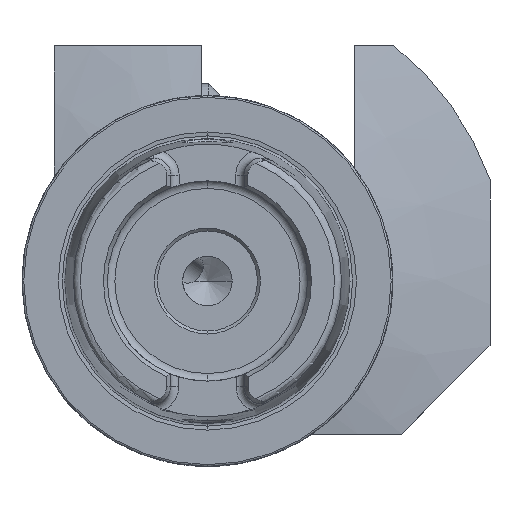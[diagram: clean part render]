
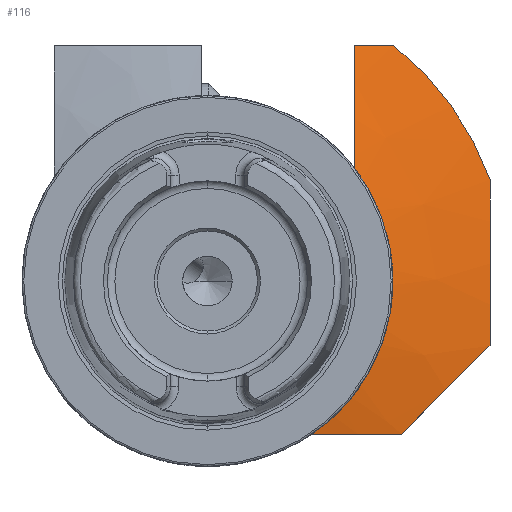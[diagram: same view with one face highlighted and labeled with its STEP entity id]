
A CAD part, left-side view. The second image highlights one B-rep face of the part: STEP entity #116.
In plain terms, the highlighted conical face has half-angle 75 degrees and reference radius 51 mm.
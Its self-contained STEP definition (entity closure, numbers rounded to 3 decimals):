
#77 = CARTESIAN_POINT ( 'NONE',  ( 48.331, -29.427, 40. ) ) ;
#105 = CARTESIAN_POINT ( 'NONE',  ( 47.987, -27.214, 40. ) ) ;
#114 = VERTEX_POINT ( 'NONE', #3299 ) ;
#116 = ADVANCED_FACE ( 'NONE', ( #8172 ), #3461, .T. ) ;
#207 = CARTESIAN_POINT ( 'NONE',  ( 48.699, -31.639, 40. ) ) ;
#271 = CARTESIAN_POINT ( 'NONE',  ( 42.41, -23.093, 15. ) ) ;
#293 = CARTESIAN_POINT ( 'NONE',  ( 46.402, -35.507, -23.493 ) ) ;
#325 = CARTESIAN_POINT ( 'NONE',  ( 46.29, -33., -26. ) ) ;
#388 = CARTESIAN_POINT ( 'NONE',  ( 47.886, -48., -1.558 ) ) ;
#559 = CARTESIAN_POINT ( 'NONE',  ( 45.379, -28.586, -26. ) ) ;
#636 = CARTESIAN_POINT ( 'NONE',  ( 47.672, -25., 40. ) ) ;
#1079 = CARTESIAN_POINT ( 'NONE',  ( 47.726, -45.506, -13.494 ) ) ;
#1082 = EDGE_LOOP ( 'NONE', ( #9573, #5674, #7889, #5605, #3449, #7290, #9870, #4042 ) ) ;
#1150 = CARTESIAN_POINT ( 'NONE',  ( 47.881, -48., 0.801 ) ) ;
#1193 = VERTEX_POINT ( 'NONE', #3462 ) ;
#1231 = CARTESIAN_POINT ( 'NONE',  ( 42.358, -8.508, -26. ) ) ;
#1334 = CARTESIAN_POINT ( 'NONE',  ( 48.699, -31.639, 40. ) ) ;
#1608 = EDGE_CURVE ( 'NONE', #3863, #1193, #4256, .T. ) ;
#1724 = DIRECTION ( 'NONE',  ( 1., 0., 0. ) ) ;
#1816 = VERTEX_POINT ( 'NONE', #10034 ) ;
#1848 = CARTESIAN_POINT ( 'NONE',  ( 47.296, -43.01, -15.99 ) ) ;
#1855 = CARTESIAN_POINT ( 'NONE',  ( 42.845, -25., 15. ) ) ;
#1865 = CARTESIAN_POINT ( 'NONE',  ( 42.845, -25., 15. ) ) ;
#1910 = CARTESIAN_POINT ( 'NONE',  ( 48.275, -48., 12.556 ) ) ;
#1977 = CARTESIAN_POINT ( 'NONE',  ( 48.005, -48., 7.865 ) ) ;
#2076 = AXIS2_PLACEMENT_3D ( 'NONE', #8655, #2494, #6265 ) ;
#2106 = CARTESIAN_POINT ( 'NONE',  ( 46.29, -33., -26. ) ) ;
#2494 = DIRECTION ( 'NONE',  ( 1., 0., 0. ) ) ;
#2514 = CARTESIAN_POINT ( 'NONE',  ( 48.699, 0., 0. ) ) ;
#3044 = EDGE_CURVE ( 'NONE', #9502, #9279, #7293, .T. ) ;
#3232 = EDGE_CURVE ( 'NONE', #9279, #8053, #3350, .T. ) ;
#3299 = CARTESIAN_POINT ( 'NONE',  ( 42.199, -22.138, 15. ) ) ;
#3307 = CARTESIAN_POINT ( 'NONE',  ( 47.672, -25., 40. ) ) ;
#3350 = B_SPLINE_CURVE_WITH_KNOTS ( 'NONE', 3,
 ( #9645, #4243, #5761, #388, #1150, #1977, #1910, #6546 ),
 .UNSPECIFIED., .F., .F.,
 ( 4, 2, 2, 4 ),
 ( 0.043, 0.05, 0.057, 0.071 ),
 .UNSPECIFIED. ) ;
#3399 = CARTESIAN_POINT ( 'NONE',  ( 46.731, -25., 35.857 ) ) ;
#3449 = ORIENTED_EDGE ( 'NONE', *, *, #4605, .T. ) ;
#3461 = CONICAL_SURFACE ( 'NONE', #4066, 51., 1.309 ) ;
#3462 = CARTESIAN_POINT ( 'NONE',  ( 42.845, -25., 15. ) ) ;
#3863 = VERTEX_POINT ( 'NONE', #636 ) ;
#4042 = ORIENTED_EDGE ( 'NONE', *, *, #6176, .F. ) ;
#4066 = AXIS2_PLACEMENT_3D ( 'NONE', #10000, #5392, #6388 ) ;
#4243 = CARTESIAN_POINT ( 'NONE',  ( 48.087, -48., -8.646 ) ) ;
#4256 = B_SPLINE_CURVE_WITH_KNOTS ( 'NONE', 3,
 ( #9681, #3399, #7368, #8809, #8908, #4939, #6488, #1855 ),
 .UNSPECIFIED., .F., .F.,
 ( 4, 2, 2, 4 ),
 ( 0.016, 0.029, 0.035, 0.041 ),
 .UNSPECIFIED. ) ;
#4263 = CIRCLE ( 'NONE', #2076, 26.741 ) ;
#4477 = CARTESIAN_POINT ( 'NONE',  ( 42.269, -7.379, -26. ) ) ;
#4499 = CARTESIAN_POINT ( 'NONE',  ( 46.29, -33., -26. ) ) ;
#4605 = EDGE_CURVE ( 'NONE', #1816, #9502, #5600, .T. ) ;
#4632 = VERTEX_POINT ( 'NONE', #1334 ) ;
#4766 = EDGE_CURVE ( 'NONE', #114, #1816, #4263, .T. ) ;
#4836 = DIRECTION ( 'NONE',  ( 0., 1., 0. ) ) ;
#4939 = CARTESIAN_POINT ( 'NONE',  ( 43.468, -25., 19.198 ) ) ;
#4969 = EDGE_CURVE ( 'NONE', #1193, #114, #7944, .T. ) ;
#5190 = CARTESIAN_POINT ( 'NONE',  ( 42.568, -10.764, -26. ) ) ;
#5392 = DIRECTION ( 'NONE',  ( 1., 0., 0. ) ) ;
#5595 = CARTESIAN_POINT ( 'NONE',  ( 48.228, -48., -11. ) ) ;
#5600 = B_SPLINE_CURVE_WITH_KNOTS ( 'NONE', 3,
 ( #9802, #4477, #1231, #5190, #9772, #7462, #6776, #9138, #8233, #559, #8204, #2106 ),
 .UNSPECIFIED., .F., .F.,
 ( 4, 2, 2, 2, 2, 4 ),
 ( 0.044, 0.048, 0.051, 0.058, 0.064, 0.071 ),
 .UNSPECIFIED. ) ;
#5605 = ORIENTED_EDGE ( 'NONE', *, *, #4766, .T. ) ;
#5671 = CIRCLE ( 'NONE', #5725, 51. ) ;
#5674 = ORIENTED_EDGE ( 'NONE', *, *, #1608, .T. ) ;
#5725 = AXIS2_PLACEMENT_3D ( 'NONE', #2514, #1724, #4836 ) ;
#5761 = CARTESIAN_POINT ( 'NONE',  ( 47.989, -48., -6.285 ) ) ;
#6176 = EDGE_CURVE ( 'NONE', #4632, #8053, #5671, .T. ) ;
#6265 = DIRECTION ( 'NONE',  ( 0., -1., 0. ) ) ;
#6388 = DIRECTION ( 'NONE',  ( 0., 1., 0. ) ) ;
#6488 = CARTESIAN_POINT ( 'NONE',  ( 43.135, -25., 17.103 ) ) ;
#6546 = CARTESIAN_POINT ( 'NONE',  ( 48.699, -48., 17.234 ) ) ;
#6776 = CARTESIAN_POINT ( 'NONE',  ( 43.416, -17.488, -26. ) ) ;
#7236 = CARTESIAN_POINT ( 'NONE',  ( 48.228, -48., -11. ) ) ;
#7290 = ORIENTED_EDGE ( 'NONE', *, *, #3044, .T. ) ;
#7293 = B_SPLINE_CURVE_WITH_KNOTS ( 'NONE', 3,
 ( #325, #293, #8801, #1848, #1079, #7236 ),
 .UNSPECIFIED., .F., .F.,
 ( 4, 2, 4 ),
 ( 0.019, 0.029, 0.04 ),
 .UNSPECIFIED. ) ;
#7368 = CARTESIAN_POINT ( 'NONE',  ( 45.826, -25., 31.707 ) ) ;
#7462 = CARTESIAN_POINT ( 'NONE',  ( 43.093, -15.255, -26. ) ) ;
#7889 = ORIENTED_EDGE ( 'NONE', *, *, #4969, .T. ) ;
#7944 = B_SPLINE_CURVE_WITH_KNOTS ( 'NONE', 3,
 ( #1865, #8026, #271, #9532 ),
 .UNSPECIFIED., .F., .F.,
 ( 4, 4 ),
 ( 0.017, 0.019 ),
 .UNSPECIFIED. ) ;
#8026 = CARTESIAN_POINT ( 'NONE',  ( 42.626, -24.047, 15. ) ) ;
#8053 = VERTEX_POINT ( 'NONE', #9019 ) ;
#8172 = FACE_OUTER_BOUND ( 'NONE', #1082, .T. ) ;
#8204 = CARTESIAN_POINT ( 'NONE',  ( 45.826, -30.795, -26. ) ) ;
#8233 = CARTESIAN_POINT ( 'NONE',  ( 44.534, -24.159, -26. ) ) ;
#8655 = CARTESIAN_POINT ( 'NONE',  ( 42.199, 0., 0. ) ) ;
#8801 = CARTESIAN_POINT ( 'NONE',  ( 46.634, -38.01, -20.99 ) ) ;
#8809 = CARTESIAN_POINT ( 'NONE',  ( 44.588, -25., 25.463 ) ) ;
#8908 = CARTESIAN_POINT ( 'NONE',  ( 44.195, -25., 23.378 ) ) ;
#9019 = CARTESIAN_POINT ( 'NONE',  ( 48.699, -48., 17.234 ) ) ;
#9138 = CARTESIAN_POINT ( 'NONE',  ( 44.137, -21.94, -26. ) ) ;
#9234 = EDGE_CURVE ( 'NONE', #4632, #3863, #9431, .T. ) ;
#9279 = VERTEX_POINT ( 'NONE', #5595 ) ;
#9431 = B_SPLINE_CURVE_WITH_KNOTS ( 'NONE', 3,
 ( #207, #77, #105, #3307 ),
 .UNSPECIFIED., .F., .F.,
 ( 4, 4 ),
 ( 0.063, 0.069 ),
 .UNSPECIFIED. ) ;
#9502 = VERTEX_POINT ( 'NONE', #4499 ) ;
#9532 = CARTESIAN_POINT ( 'NONE',  ( 42.199, -22.138, 15. ) ) ;
#9573 = ORIENTED_EDGE ( 'NONE', *, *, #9234, .T. ) ;
#9645 = CARTESIAN_POINT ( 'NONE',  ( 48.228, -48., -11. ) ) ;
#9681 = CARTESIAN_POINT ( 'NONE',  ( 47.672, -25., 40. ) ) ;
#9772 = CARTESIAN_POINT ( 'NONE',  ( 42.689, -11.889, -26. ) ) ;
#9802 = CARTESIAN_POINT ( 'NONE',  ( 42.199, -6.252, -26. ) ) ;
#9870 = ORIENTED_EDGE ( 'NONE', *, *, #3232, .T. ) ;
#10000 = CARTESIAN_POINT ( 'NONE',  ( 48.699, 0., 0. ) ) ;
#10034 = CARTESIAN_POINT ( 'NONE',  ( 42.199, -6.252, -26. ) ) ;
